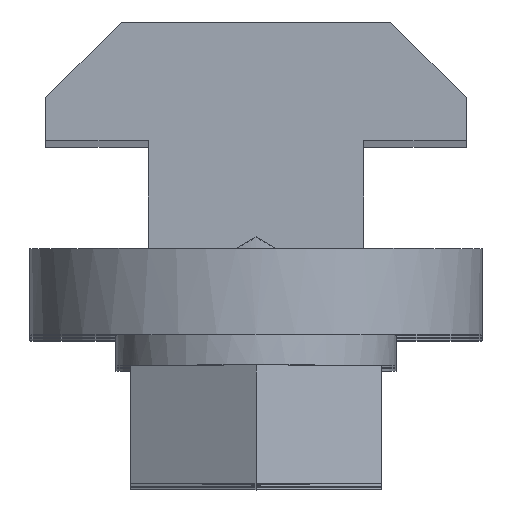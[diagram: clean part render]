
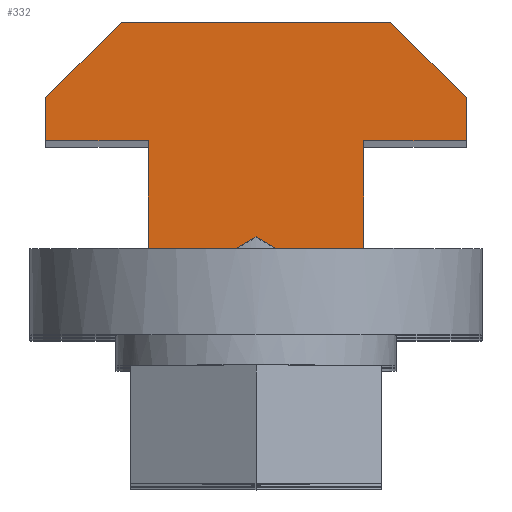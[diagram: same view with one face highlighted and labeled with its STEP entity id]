
A CAD part, top view. The second image highlights one B-rep face of the part: STEP entity #332.
In plain terms, the highlighted planar face has unit normal (0, 0, 1).
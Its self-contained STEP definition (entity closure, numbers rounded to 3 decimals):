
#332=ADVANCED_FACE('',(#782),#783,.F.);
#782=FACE_OUTER_BOUND('',#1351,.T.);
#783=PLANE('',#1352);
#1351=EDGE_LOOP('',(#2361,#2362,#2363,#2364,#2365,#2366,#2367,#2368,#2369,#2370,#2371,#2372,#2373));
#1352=AXIS2_PLACEMENT_3D('',#2374,#2375,#2376);
#2361=ORIENTED_EDGE('',*,*,#3665,.F.);
#2362=ORIENTED_EDGE('',*,*,#3670,.F.);
#2363=ORIENTED_EDGE('',*,*,#3582,.F.);
#2364=ORIENTED_EDGE('',*,*,#3708,.F.);
#2365=ORIENTED_EDGE('',*,*,#3704,.F.);
#2366=ORIENTED_EDGE('',*,*,#3700,.F.);
#2367=ORIENTED_EDGE('',*,*,#3696,.F.);
#2368=ORIENTED_EDGE('',*,*,#3692,.F.);
#2369=ORIENTED_EDGE('',*,*,#3688,.F.);
#2370=ORIENTED_EDGE('',*,*,#3684,.F.);
#2371=ORIENTED_EDGE('',*,*,#3680,.F.);
#2372=ORIENTED_EDGE('',*,*,#3672,.F.);
#2373=ORIENTED_EDGE('',*,*,#3623,.F.);
#2374=CARTESIAN_POINT('',(0.,6.605,90.0));
#2375=DIRECTION('',(0.0,0.0,-1.0));
#2376=DIRECTION('',(1.0,0.0,0.0));
#3582=EDGE_CURVE('',#4385,#4387,#4388,.T.);
#3623=EDGE_CURVE('',#4443,#4445,#4446,.T.);
#3665=EDGE_CURVE('',#4492,#4443,#4494,.T.);
#3670=EDGE_CURVE('',#4387,#4492,#4499,.T.);
#3672=EDGE_CURVE('',#4445,#4501,#4502,.T.);
#3680=EDGE_CURVE('',#4501,#4511,#4512,.T.);
#3684=EDGE_CURVE('',#4511,#4517,#4518,.T.);
#3688=EDGE_CURVE('',#4517,#4523,#4524,.T.);
#3692=EDGE_CURVE('',#4523,#4529,#4530,.T.);
#3696=EDGE_CURVE('',#4529,#4535,#4536,.T.);
#3700=EDGE_CURVE('',#4535,#4541,#4542,.T.);
#3704=EDGE_CURVE('',#4541,#4547,#4548,.T.);
#3708=EDGE_CURVE('',#4547,#4385,#4553,.T.);
#4385=VERTEX_POINT('',#5366);
#4387=VERTEX_POINT('',#5369);
#4388=LINE('',#5370,#5371);
#4443=VERTEX_POINT('',#5445);
#4445=VERTEX_POINT('',#5448);
#4446=LINE('',#5449,#5450);
#4492=VERTEX_POINT('',#5509);
#4494=LINE('',#5512,#5513);
#4499=LINE('',#5520,#5521);
#4501=VERTEX_POINT('',#5523);
#4502=LINE('',#5524,#5525);
#4511=VERTEX_POINT('',#5540);
#4512=LINE('',#5541,#5542);
#4517=VERTEX_POINT('',#5549);
#4518=LINE('',#5550,#5551);
#4523=VERTEX_POINT('',#5558);
#4524=LINE('',#5559,#5560);
#4529=VERTEX_POINT('',#5567);
#4530=LINE('',#5568,#5569);
#4535=VERTEX_POINT('',#5576);
#4536=LINE('',#5577,#5578);
#4541=VERTEX_POINT('',#5585);
#4542=LINE('',#5586,#5587);
#4547=VERTEX_POINT('',#5594);
#4548=LINE('',#5595,#5596);
#4553=LINE('',#5603,#5604);
#5366=CARTESIAN_POINT('',(5.0,1.0,90.0));
#5369=CARTESIAN_POINT('',(0.92,1.0,90.0));
#5370=CARTESIAN_POINT('',(0.92,1.0,90.0));
#5371=VECTOR('',#6514,1.0);
#5445=CARTESIAN_POINT('',(-0.92,1.0,90.0));
#5448=CARTESIAN_POINT('',(-5.0,1.0,90.0));
#5449=CARTESIAN_POINT('',(-5.0,1.0,90.0));
#5450=VECTOR('',#6565,1.0);
#5509=CARTESIAN_POINT('',(0.0,1.531,90.0));
#5512=CARTESIAN_POINT('',(-0.92,1.0,90.0));
#5513=VECTOR('',#6628,1.0);
#5520=CARTESIAN_POINT('',(0.0,1.531,90.0));
#5521=VECTOR('',#6634,1.0);
#5523=CARTESIAN_POINT('',(-5.0,6.0,90.0));
#5524=CARTESIAN_POINT('',(-5.0,6.0,90.0));
#5525=VECTOR('',#6635,1.0);
#5540=CARTESIAN_POINT('',(-9.75,6.0,90.0));
#5541=CARTESIAN_POINT('',(-9.75,6.0,90.0));
#5542=VECTOR('',#6642,1.0);
#5549=CARTESIAN_POINT('',(-9.75,8.0,90.0));
#5550=CARTESIAN_POINT('',(-9.75,8.0,90.0));
#5551=VECTOR('',#6645,1.0);
#5558=CARTESIAN_POINT('',(-6.25,11.5,90.0));
#5559=CARTESIAN_POINT('',(-6.25,11.5,90.0));
#5560=VECTOR('',#6648,1.0);
#5567=CARTESIAN_POINT('',(6.25,11.5,90.0));
#5568=CARTESIAN_POINT('',(6.25,11.5,90.0));
#5569=VECTOR('',#6651,1.0);
#5576=CARTESIAN_POINT('',(9.75,8.0,90.0));
#5577=CARTESIAN_POINT('',(9.75,8.0,90.0));
#5578=VECTOR('',#6654,1.0);
#5585=CARTESIAN_POINT('',(9.75,6.0,90.0));
#5586=CARTESIAN_POINT('',(9.75,6.0,90.0));
#5587=VECTOR('',#6657,1.0);
#5594=CARTESIAN_POINT('',(5.0,6.0,90.0));
#5595=CARTESIAN_POINT('',(5.0,6.0,90.0));
#5596=VECTOR('',#6660,1.0);
#5603=CARTESIAN_POINT('',(5.0,1.0,90.0));
#5604=VECTOR('',#6663,1.0);
#6514=DIRECTION('',(-1.0,0.0,0.0));
#6565=DIRECTION('',(-1.0,0.0,0.0));
#6628=DIRECTION('',(-0.866,-0.5,0.0));
#6634=DIRECTION('',(-0.866,0.5,0.0));
#6635=DIRECTION('',(-0.0,1.0,0.0));
#6642=DIRECTION('',(-1.0,0.0,0.0));
#6645=DIRECTION('',(-0.0,1.0,0.0));
#6648=DIRECTION('',(0.707,0.707,0.0));
#6651=DIRECTION('',(1.0,0.0,0.0));
#6654=DIRECTION('',(0.707,-0.707,0.0));
#6657=DIRECTION('',(0.0,-1.0,0.0));
#6660=DIRECTION('',(-1.0,0.0,0.0));
#6663=DIRECTION('',(0.0,-1.0,0.0));
